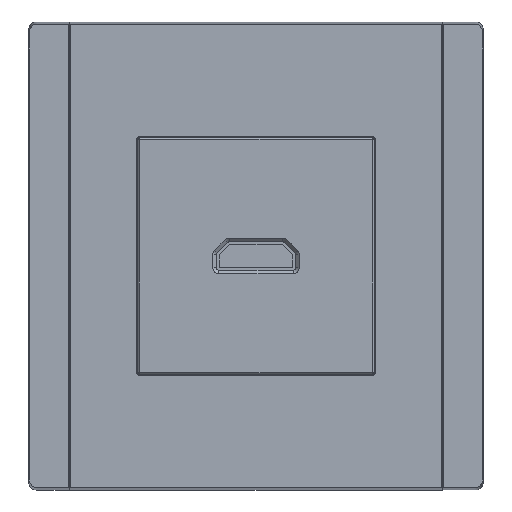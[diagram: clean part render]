
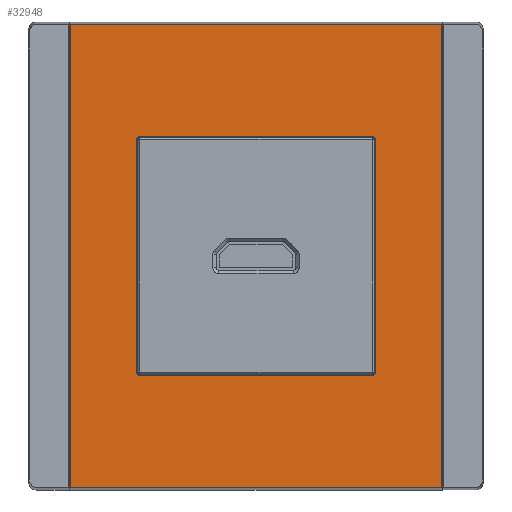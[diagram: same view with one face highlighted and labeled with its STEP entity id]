
A CAD part, top view. The second image highlights one B-rep face of the part: STEP entity #32948.
In plain terms, the highlighted planar face has unit normal (0, 0, 1).
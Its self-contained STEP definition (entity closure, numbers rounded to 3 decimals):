
#364 = ORIENTED_EDGE ( 'NONE', *, *, #39300, .T. ) ;
#946 = VECTOR ( 'NONE', #20192, 1000. ) ;
#1201 =( BOUNDED_CURVE ( )  B_SPLINE_CURVE ( 3, ( #1674, #25335, #17202, #40852 ),
 .UNSPECIFIED., .F., .F. ) 
 B_SPLINE_CURVE_WITH_KNOTS ( ( 4, 4 ),
 ( 5.498, 7.068 ),
 .UNSPECIFIED. ) 
 CURVE ( )  GEOMETRIC_REPRESENTATION_ITEM ( )  RATIONAL_B_SPLINE_CURVE ( ( 1., 0.805, 0.805, 1. ) ) 
 REPRESENTATION_ITEM ( '' )  );
#1451 = CARTESIAN_POINT ( 'NONE',  ( -422.471, 122.678, 11.5 ) ) ;
#1674 = CARTESIAN_POINT ( 'NONE',  ( -377.322, 77.822, 11.5 ) ) ;
#3018 = ORIENTED_EDGE ( 'NONE', *, *, #38354, .T. ) ;
#3473 = AXIS2_PLACEMENT_3D ( 'NONE', #11410, #38393, #15491 ) ;
#3590 = DIRECTION ( 'NONE',  ( 0., 1., 0. ) ) ;
#3723 = CARTESIAN_POINT ( 'NONE',  ( -400., 122.678, 11.5 ) ) ;
#3978 = LINE ( 'NONE', #3723, #13318 ) ;
#5112 = ORIENTED_EDGE ( 'NONE', *, *, #15912, .T. ) ;
#5496 = CARTESIAN_POINT ( 'NONE',  ( -422.678, 122.471, 11.5 ) ) ;
#6250 =( BOUNDED_CURVE ( )  B_SPLINE_CURVE ( 3, ( #48739, #41094, #33730, #22028 ),
 .UNSPECIFIED., .F., .F. ) 
 B_SPLINE_CURVE_WITH_KNOTS ( ( 4, 4 ),
 ( 5.498, 7.068 ),
 .UNSPECIFIED. ) 
 CURVE ( )  GEOMETRIC_REPRESENTATION_ITEM ( )  RATIONAL_B_SPLINE_CURVE ( ( 1., 0.805, 0.805, 1. ) ) 
 REPRESENTATION_ITEM ( '' )  );
#7927 = DIRECTION ( 'NONE',  ( 0., -1., 0. ) ) ;
#8641 = CARTESIAN_POINT ( 'NONE',  ( -422.678, 122.178, 11.5 ) ) ;
#9133 = CARTESIAN_POINT ( 'NONE',  ( -422.471, 77.322, 11.5 ) ) ;
#9482 = CARTESIAN_POINT ( 'NONE',  ( -435.32, 100., 11.5 ) ) ;
#9590 = CARTESIAN_POINT ( 'NONE',  ( -422.678, 122.178, 11.5 ) ) ;
#9863 = CARTESIAN_POINT ( 'NONE',  ( -422.678, 77.822, 11.5 ) ) ;
#9876 = ORIENTED_EDGE ( 'NONE', *, *, #22338, .F. ) ;
#10832 = VERTEX_POINT ( 'NONE', #32785 ) ;
#11235 = DIRECTION ( 'NONE',  ( 1., 0., 0. ) ) ;
#11410 = CARTESIAN_POINT ( 'NONE',  ( -400., 100., 11.5 ) ) ;
#11614 = CARTESIAN_POINT ( 'NONE',  ( -364.68, 144.091, 11.5 ) ) ;
#11749 = LINE ( 'NONE', #28031, #17593 ) ;
#12186 = EDGE_CURVE ( 'NONE', #10832, #41996, #3978, .T. ) ;
#12591 = VECTOR ( 'NONE', #20113, 1000. ) ;
#12920 = VERTEX_POINT ( 'NONE', #30113 ) ;
#13318 = VECTOR ( 'NONE', #35022, 1000. ) ;
#13766 = CARTESIAN_POINT ( 'NONE',  ( -400., 144.091, 11.5 ) ) ;
#13865 = VECTOR ( 'NONE', #3590, 1000. ) ;
#14813 = LINE ( 'NONE', #18644, #36907 ) ;
#15477 = DIRECTION ( 'NONE',  ( 0., 1., 0. ) ) ;
#15491 = DIRECTION ( 'NONE',  ( 1., 0., 0. ) ) ;
#15912 = EDGE_CURVE ( 'NONE', #32764, #41996, #47118, .T. ) ;
#16530 = ORIENTED_EDGE ( 'NONE', *, *, #44706, .F. ) ;
#16762 = ORIENTED_EDGE ( 'NONE', *, *, #34431, .F. ) ;
#17014 = EDGE_LOOP ( 'NONE', ( #364, #49201, #3018, #40563 ) ) ;
#17040 = CARTESIAN_POINT ( 'NONE',  ( -422.678, 77.529, 11.5 ) ) ;
#17202 = CARTESIAN_POINT ( 'NONE',  ( -377.529, 77.322, 11.5 ) ) ;
#17593 = VECTOR ( 'NONE', #7927, 1000. ) ;
#18644 = CARTESIAN_POINT ( 'NONE',  ( -400., 77.322, 11.5 ) ) ;
#18746 = VERTEX_POINT ( 'NONE', #40747 ) ;
#18900 = VECTOR ( 'NONE', #21906, 1000. ) ;
#18917 = EDGE_LOOP ( 'NONE', ( #16762, #30638, #9876, #5112, #26927, #27116, #16530, #24791 ) ) ;
#19113 = CARTESIAN_POINT ( 'NONE',  ( -364.68, 100., 11.5 ) ) ;
#19293 = CARTESIAN_POINT ( 'NONE',  ( -377.322, 100., 11.5 ) ) ;
#19934 = LINE ( 'NONE', #9482, #946 ) ;
#20113 = DIRECTION ( 'NONE',  ( 1., 0., 0. ) ) ;
#20192 = DIRECTION ( 'NONE',  ( 0., -1., 0. ) ) ;
#21906 = DIRECTION ( 'NONE',  ( -1., 0., 0. ) ) ;
#22028 = CARTESIAN_POINT ( 'NONE',  ( -377.322, 122.178, 11.5 ) ) ;
#22338 = EDGE_CURVE ( 'NONE', #32764, #40225, #11749, .T. ) ;
#22459 = CARTESIAN_POINT ( 'NONE',  ( -377.322, 122.178, 11.5 ) ) ;
#23078 = EDGE_CURVE ( 'NONE', #10832, #34430, #6250, .T. ) ;
#24791 = ORIENTED_EDGE ( 'NONE', *, *, #40904, .T. ) ;
#25335 = CARTESIAN_POINT ( 'NONE',  ( -377.322, 77.529, 11.5 ) ) ;
#25446 = VERTEX_POINT ( 'NONE', #11614 ) ;
#26181 = CARTESIAN_POINT ( 'NONE',  ( -364.68, 55.909, 11.5 ) ) ;
#26253 = LINE ( 'NONE', #41763, #12591 ) ;
#26927 = ORIENTED_EDGE ( 'NONE', *, *, #12186, .F. ) ;
#27116 = ORIENTED_EDGE ( 'NONE', *, *, #23078, .T. ) ;
#27181 = FACE_BOUND ( 'NONE', #18917, .T. ) ;
#28031 = CARTESIAN_POINT ( 'NONE',  ( -422.678, 100., 11.5 ) ) ;
#28732 = CARTESIAN_POINT ( 'NONE',  ( -422.178, 77.322, 11.5 ) ) ;
#29492 = CARTESIAN_POINT ( 'NONE',  ( -422.678, 77.822, 11.5 ) ) ;
#30066 = EDGE_CURVE ( 'NONE', #32181, #40225, #45636, .T. ) ;
#30113 = CARTESIAN_POINT ( 'NONE',  ( -377.322, 77.822, 11.5 ) ) ;
#30562 = CARTESIAN_POINT ( 'NONE',  ( -377.822, 77.322, 11.5 ) ) ;
#30638 = ORIENTED_EDGE ( 'NONE', *, *, #30066, .T. ) ;
#30767 = FACE_OUTER_BOUND ( 'NONE', #17014, .T. ) ;
#31120 = CARTESIAN_POINT ( 'NONE',  ( -422.178, 77.322, 11.5 ) ) ;
#32181 = VERTEX_POINT ( 'NONE', #31120 ) ;
#32764 = VERTEX_POINT ( 'NONE', #8641 ) ;
#32785 = CARTESIAN_POINT ( 'NONE',  ( -377.822, 122.678, 11.5 ) ) ;
#32948 = ADVANCED_FACE ( 'NONE', ( #30767, #27181 ), #42210, .T. ) ;
#33730 = CARTESIAN_POINT ( 'NONE',  ( -377.322, 122.471, 11.5 ) ) ;
#34430 = VERTEX_POINT ( 'NONE', #22459 ) ;
#34431 = EDGE_CURVE ( 'NONE', #32181, #48561, #14813, .T. ) ;
#35022 = DIRECTION ( 'NONE',  ( -1., 0., 0. ) ) ;
#36907 = VECTOR ( 'NONE', #11235, 1000. ) ;
#37144 = LINE ( 'NONE', #13766, #18900 ) ;
#38164 = CARTESIAN_POINT ( 'NONE',  ( -422.178, 122.678, 11.5 ) ) ;
#38341 = CARTESIAN_POINT ( 'NONE',  ( -435.32, 55.909, 11.5 ) ) ;
#38354 = EDGE_CURVE ( 'NONE', #44568, #25446, #38689, .T. ) ;
#38393 = DIRECTION ( 'NONE',  ( 0., 0., 1. ) ) ;
#38619 = LINE ( 'NONE', #19293, #48309 ) ;
#38689 = LINE ( 'NONE', #19113, #13865 ) ;
#39300 = EDGE_CURVE ( 'NONE', #18746, #40663, #19934, .T. ) ;
#40225 = VERTEX_POINT ( 'NONE', #9863 ) ;
#40563 = ORIENTED_EDGE ( 'NONE', *, *, #41816, .T. ) ;
#40632 = CARTESIAN_POINT ( 'NONE',  ( -422.178, 122.678, 11.5 ) ) ;
#40663 = VERTEX_POINT ( 'NONE', #38341 ) ;
#40747 = CARTESIAN_POINT ( 'NONE',  ( -435.32, 144.091, 11.5 ) ) ;
#40852 = CARTESIAN_POINT ( 'NONE',  ( -377.822, 77.322, 11.5 ) ) ;
#40904 = EDGE_CURVE ( 'NONE', #12920, #48561, #1201, .T. ) ;
#41094 = CARTESIAN_POINT ( 'NONE',  ( -377.529, 122.678, 11.5 ) ) ;
#41763 = CARTESIAN_POINT ( 'NONE',  ( -400., 55.909, 11.5 ) ) ;
#41816 = EDGE_CURVE ( 'NONE', #25446, #18746, #37144, .T. ) ;
#41996 = VERTEX_POINT ( 'NONE', #38164 ) ;
#42210 = PLANE ( 'NONE',  #3473 ) ;
#44568 = VERTEX_POINT ( 'NONE', #26181 ) ;
#44706 = EDGE_CURVE ( 'NONE', #12920, #34430, #38619, .T. ) ;
#45317 = EDGE_CURVE ( 'NONE', #40663, #44568, #26253, .T. ) ;
#45636 =( BOUNDED_CURVE ( )  B_SPLINE_CURVE ( 3, ( #28732, #9133, #17040, #29492 ),
 .UNSPECIFIED., .F., .F. ) 
 B_SPLINE_CURVE_WITH_KNOTS ( ( 4, 4 ),
 ( 5.498, 7.068 ),
 .UNSPECIFIED. ) 
 CURVE ( )  GEOMETRIC_REPRESENTATION_ITEM ( )  RATIONAL_B_SPLINE_CURVE ( ( 1., 0.805, 0.805, 1. ) ) 
 REPRESENTATION_ITEM ( '' )  );
#47118 =( BOUNDED_CURVE ( )  B_SPLINE_CURVE ( 3, ( #9590, #5496, #1451, #40632 ),
 .UNSPECIFIED., .F., .F. ) 
 B_SPLINE_CURVE_WITH_KNOTS ( ( 4, 4 ),
 ( 5.498, 7.068 ),
 .UNSPECIFIED. ) 
 CURVE ( )  GEOMETRIC_REPRESENTATION_ITEM ( )  RATIONAL_B_SPLINE_CURVE ( ( 1., 0.805, 0.805, 1. ) ) 
 REPRESENTATION_ITEM ( '' )  );
#48309 = VECTOR ( 'NONE', #15477, 1000. ) ;
#48561 = VERTEX_POINT ( 'NONE', #30562 ) ;
#48739 = CARTESIAN_POINT ( 'NONE',  ( -377.822, 122.678, 11.5 ) ) ;
#49201 = ORIENTED_EDGE ( 'NONE', *, *, #45317, .T. ) ;
